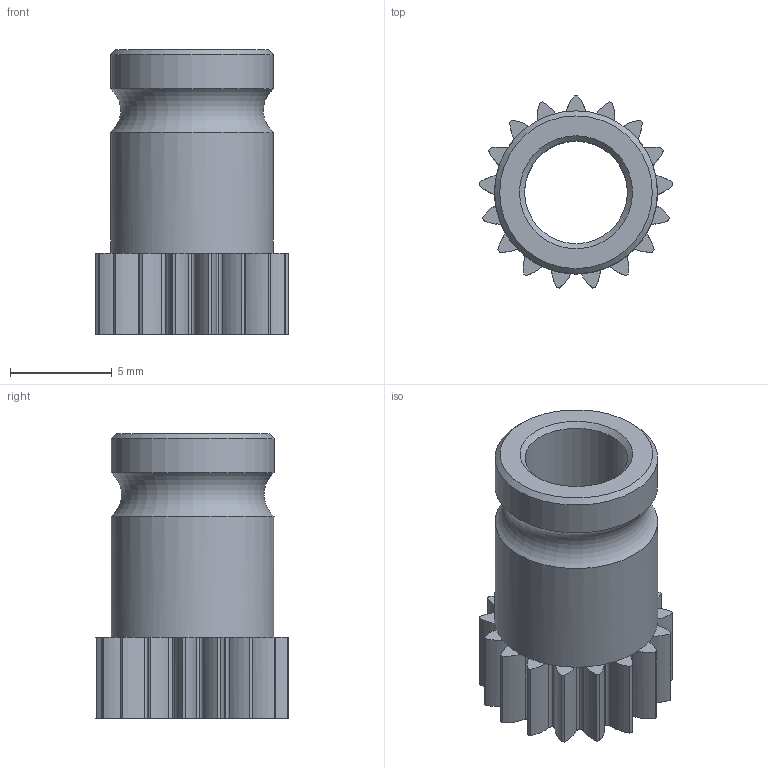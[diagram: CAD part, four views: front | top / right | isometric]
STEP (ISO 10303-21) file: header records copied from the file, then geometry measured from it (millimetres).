
FILE_DESCRIPTION(/* description */ (''),/* implementation_level */ '2;1');
FILE_NAME(/* name */ 'Idler_Gear.step',/* time_stamp */ '2023-01-14T19:09:18+01:00',/* author */ (''),/* organization */ (''),/* preprocessor_version */ 'ST-DEVELOPER v19.2',/* originating_system */ 'Autodesk Translation Framework v11.17.0.187',/* authorisation */ '');
FILE_SCHEMA (('AUTOMOTIVE_DESIGN { 1 0 10303 214 3 1 1 }'));
Length unit declared in the file: millimetre
Products named in the file (1): Idler Gear
Bounding box: 9.47 x 9.43 x 14 mm (x, y, z)
Volume: 427 mm3; surface area: 739.5 mm2
Topology: 1 solids, 1 shells, 128 faces, 342 edges, 216 vertices
Faces by surface type: cylinder 88, plane 36, cone 3, torus 1
Full cylindrical faces by diameter (mm): 5.05 x1, 8 x2
Entity records: 4153 total; most frequent: DIRECTION 851, CARTESIAN_POINT 687, ORIENTED_EDGE 684, AXIS2_PLACEMENT_3D 380, EDGE_CURVE 342, CIRCLE 251, VERTEX_POINT 216, EDGE_LOOP 130
